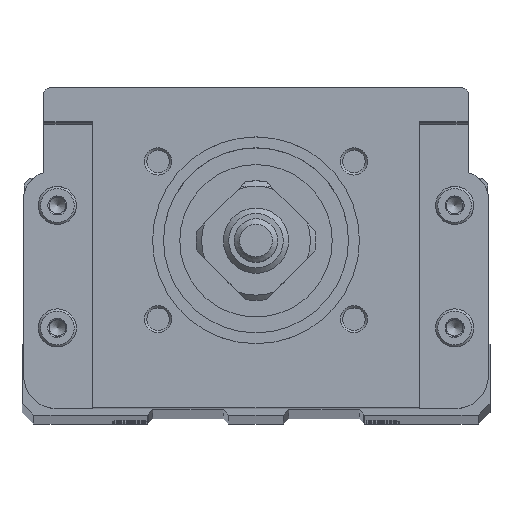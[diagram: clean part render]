
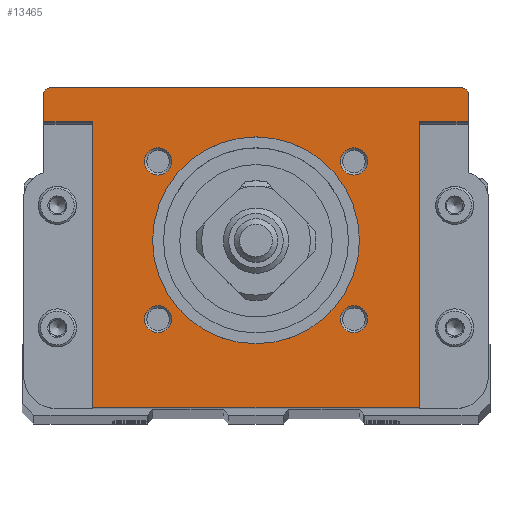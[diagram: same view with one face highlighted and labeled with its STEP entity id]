
A CAD part, top view. The second image highlights one B-rep face of the part: STEP entity #13465.
In plain terms, the highlighted face is planar.
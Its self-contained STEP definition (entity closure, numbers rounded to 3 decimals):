
#126=LINE('',#18257,#985);
#293=LINE('',#18721,#1152);
#298=LINE('',#18739,#1157);
#305=LINE('',#18763,#1164);
#473=LINE('',#19543,#1332);
#476=LINE('',#19551,#1335);
#479=LINE('',#19561,#1338);
#482=LINE('',#19569,#1341);
#985=VECTOR('',#14885,1000.);
#1152=VECTOR('',#15328,1000.);
#1157=VECTOR('',#15345,1000.);
#1164=VECTOR('',#15366,1000.);
#1332=VECTOR('',#16006,1000.);
#1335=VECTOR('',#16013,1000.);
#1338=VECTOR('',#16026,1000.);
#1341=VECTOR('',#16033,1000.);
#3990=ORIENTED_EDGE('',*,*,#5352,.T.);
#3991=ORIENTED_EDGE('',*,*,#5348,.T.);
#3992=ORIENTED_EDGE('',*,*,#5343,.T.);
#3993=ORIENTED_EDGE('',*,*,#5667,.F.);
#3994=ORIENTED_EDGE('',*,*,#5663,.F.);
#3995=ORIENTED_EDGE('',*,*,#5090,.T.);
#3996=ORIENTED_EDGE('',*,*,#5654,.T.);
#3997=ORIENTED_EDGE('',*,*,#5658,.T.);
#3998=ORIENTED_EDGE('',*,*,#5364,.T.);
#3999=ORIENTED_EDGE('',*,*,#5362,.T.);
#4000=ORIENTED_EDGE('',*,*,#5894,.T.);
#4001=ORIENTED_EDGE('',*,*,#5895,.T.);
#4002=ORIENTED_EDGE('',*,*,#5896,.T.);
#4003=ORIENTED_EDGE('',*,*,#5897,.T.);
#4004=ORIENTED_EDGE('',*,*,#5893,.T.);
#5090=EDGE_CURVE('',#6489,#6490,#126,.T.);
#5343=EDGE_CURVE('',#6648,#6649,#293,.T.);
#5348=EDGE_CURVE('',#6652,#6648,#7471,.F.);
#5352=EDGE_CURVE('',#6655,#6652,#298,.T.);
#5362=EDGE_CURVE('',#6664,#6655,#7478,.F.);
#5364=EDGE_CURVE('',#6665,#6664,#305,.T.);
#5654=EDGE_CURVE('',#6490,#6861,#473,.T.);
#5658=EDGE_CURVE('',#6861,#6665,#476,.T.);
#5663=EDGE_CURVE('',#6489,#6866,#479,.T.);
#5667=EDGE_CURVE('',#6866,#6649,#482,.T.);
#5893=EDGE_CURVE('',#7032,#7032,#7694,.T.);
#5894=EDGE_CURVE('',#7033,#7033,#7695,.T.);
#5895=EDGE_CURVE('',#7034,#7034,#7696,.T.);
#5896=EDGE_CURVE('',#7035,#7035,#7697,.T.);
#5897=EDGE_CURVE('',#7036,#7036,#7698,.T.);
#6489=VERTEX_POINT('',#18258);
#6490=VERTEX_POINT('',#18259);
#6648=VERTEX_POINT('',#18722);
#6649=VERTEX_POINT('',#18723);
#6652=VERTEX_POINT('',#18732);
#6655=VERTEX_POINT('',#18740);
#6664=VERTEX_POINT('',#18760);
#6665=VERTEX_POINT('',#18764);
#6861=VERTEX_POINT('',#19544);
#6866=VERTEX_POINT('',#19562);
#7032=VERTEX_POINT('',#20173);
#7033=VERTEX_POINT('',#20176);
#7034=VERTEX_POINT('',#20178);
#7035=VERTEX_POINT('',#20180);
#7036=VERTEX_POINT('',#20182);
#7471=CIRCLE('',#13876,1.);
#7478=CIRCLE('',#13885,1.);
#7694=CIRCLE('',#14447,19.);
#7695=CIRCLE('',#14449,2.5);
#7696=CIRCLE('',#14450,2.5);
#7697=CIRCLE('',#14451,2.5);
#7698=CIRCLE('',#14452,2.5);
#8374=EDGE_LOOP('',(#3990,#3991,#3992,#3993,#3994,#3995,#3996,#3997,#3998,
#3999));
#8375=EDGE_LOOP('',(#4000));
#8376=EDGE_LOOP('',(#4001));
#8377=EDGE_LOOP('',(#4002));
#8378=EDGE_LOOP('',(#4003));
#8379=EDGE_LOOP('',(#4004));
#9275=FACE_BOUND('',#8374,.T.);
#9276=FACE_BOUND('',#8375,.T.);
#9277=FACE_BOUND('',#8376,.T.);
#9278=FACE_BOUND('',#8377,.T.);
#9279=FACE_BOUND('',#8378,.T.);
#9280=FACE_BOUND('',#8379,.T.);
#9826=PLANE('',#14448);
#13465=ADVANCED_FACE('',(#9275,#9276,#9277,#9278,#9279,#9280),#9826,.F.);
#13876=AXIS2_PLACEMENT_3D('',#18731,#15336,#15337);
#13885=AXIS2_PLACEMENT_3D('',#18759,#15361,#15362);
#14447=AXIS2_PLACEMENT_3D('',#20172,#16756,#16757);
#14448=AXIS2_PLACEMENT_3D('',#20174,#16758,#16759);
#14449=AXIS2_PLACEMENT_3D('',#20175,#16760,#16761);
#14450=AXIS2_PLACEMENT_3D('',#20177,#16762,#16763);
#14451=AXIS2_PLACEMENT_3D('',#20179,#16764,#16765);
#14452=AXIS2_PLACEMENT_3D('',#20181,#16766,#16767);
#14885=DIRECTION('',(0.,0.,1.));
#15328=DIRECTION('',(0.,-1.,0.));
#15336=DIRECTION('',(1.,0.,0.));
#15337=DIRECTION('',(0.,0.,-1.));
#15345=DIRECTION('',(0.,0.,-1.));
#15361=DIRECTION('',(1.,0.,0.));
#15362=DIRECTION('',(0.,0.,-1.));
#15366=DIRECTION('',(0.,1.,0.));
#16006=DIRECTION('',(0.,1.,0.));
#16013=DIRECTION('',(0.,0.,1.));
#16026=DIRECTION('',(0.,1.,0.));
#16033=DIRECTION('',(0.,0.,-1.));
#16756=DIRECTION('',(1.,0.,0.));
#16757=DIRECTION('',(0.,0.,-1.));
#16758=DIRECTION('',(1.,0.,0.));
#16759=DIRECTION('',(0.,0.,-1.));
#16760=DIRECTION('',(1.,0.,0.));
#16761=DIRECTION('',(0.,0.,-1.));
#16762=DIRECTION('',(1.,0.,0.));
#16763=DIRECTION('',(0.,0.,-1.));
#16764=DIRECTION('',(1.,0.,0.));
#16765=DIRECTION('',(0.,0.,-1.));
#16766=DIRECTION('',(1.,0.,0.));
#16767=DIRECTION('',(0.,0.,-1.));
#18257=CARTESIAN_POINT('',(-72.5,-30.8,36.7));
#18258=CARTESIAN_POINT('',(-72.5,-30.8,-30.));
#18259=CARTESIAN_POINT('',(-72.5,-30.8,30.));
#18721=CARTESIAN_POINT('',(-72.5,12.528,-39.));
#18722=CARTESIAN_POINT('',(-72.5,27.,-39.));
#18723=CARTESIAN_POINT('',(-72.5,21.8,-39.));
#18731=CARTESIAN_POINT('',(-72.5,27.,-38.));
#18732=CARTESIAN_POINT('',(-72.5,28.,-38.));
#18739=CARTESIAN_POINT('',(-72.5,28.,-38.));
#18740=CARTESIAN_POINT('',(-72.5,28.,38.));
#18759=CARTESIAN_POINT('',(-72.5,27.,38.));
#18760=CARTESIAN_POINT('',(-72.5,27.,39.));
#18763=CARTESIAN_POINT('',(-72.5,27.,39.));
#18764=CARTESIAN_POINT('',(-72.5,21.8,39.));
#19543=CARTESIAN_POINT('',(-72.5,21.3,30.));
#19544=CARTESIAN_POINT('',(-72.5,21.8,30.));
#19551=CARTESIAN_POINT('',(-72.5,21.8,45.));
#19561=CARTESIAN_POINT('',(-72.5,21.3,-30.));
#19562=CARTESIAN_POINT('',(-72.5,21.8,-30.));
#19569=CARTESIAN_POINT('',(-72.5,21.8,-45.));
#20172=CARTESIAN_POINT('',(-72.5,0.,0.));
#20173=CARTESIAN_POINT('',(-72.5,0.,-19.));
#20174=CARTESIAN_POINT('',(-72.5,19.,0.));
#20175=CARTESIAN_POINT('',(-72.5,14.5,18.));
#20176=CARTESIAN_POINT('',(-72.5,14.5,15.5));
#20177=CARTESIAN_POINT('',(-72.5,-14.5,18.));
#20178=CARTESIAN_POINT('',(-72.5,-14.5,15.5));
#20179=CARTESIAN_POINT('',(-72.5,-14.5,-18.));
#20180=CARTESIAN_POINT('',(-72.5,-14.5,-20.5));
#20181=CARTESIAN_POINT('',(-72.5,14.5,-18.));
#20182=CARTESIAN_POINT('',(-72.5,14.5,-20.5));
